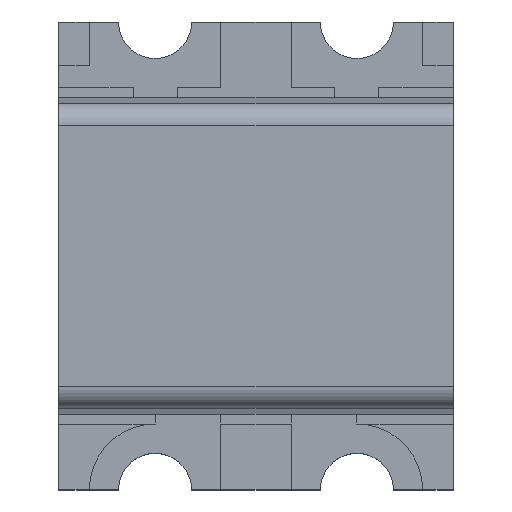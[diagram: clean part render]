
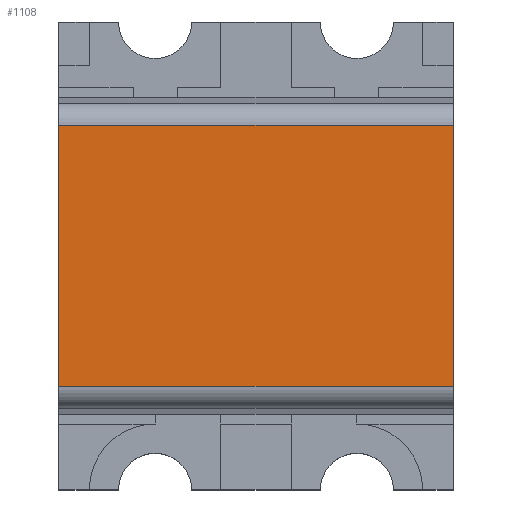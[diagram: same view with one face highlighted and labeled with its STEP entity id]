
A CAD part, top view. The second image highlights one B-rep face of the part: STEP entity #1108.
In plain terms, the highlighted planar face has unit normal (0, 0, 1).
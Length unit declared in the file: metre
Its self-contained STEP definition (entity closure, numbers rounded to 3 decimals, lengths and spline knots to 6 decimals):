
#100=ORIENTED_EDGE('',*,*,#401,.T.);
#101=ORIENTED_EDGE('',*,*,#406,.T.);
#102=ORIENTED_EDGE('',*,*,#390,.F.);
#103=ORIENTED_EDGE('',*,*,#407,.T.);
#390=EDGE_CURVE('',#545,#546,#658,.T.);
#401=EDGE_CURVE('',#556,#555,#666,.T.);
#406=EDGE_CURVE('',#555,#546,#670,.F.);
#407=EDGE_CURVE('',#545,#556,#671,.F.);
#545=VERTEX_POINT('',#1769);
#546=VERTEX_POINT('',#1770);
#555=VERTEX_POINT('',#1791);
#556=VERTEX_POINT('',#1793);
#658=LINE('',#1768,#791);
#666=LINE('',#1792,#799);
#670=LINE('',#1800,#803);
#671=LINE('',#1801,#804);
#791=VECTOR('',#1473,1.);
#799=VECTOR('',#1491,1.);
#803=VECTOR('',#1501,1.);
#804=VECTOR('',#1502,1.);
#928=EDGE_LOOP('',(#100,#101,#102,#103));
#994=FACE_BOUND('',#928,.T.);
#1060=PLANE('',#1396);
#1108=ADVANCED_FACE('',(#994),#1060,.T.);
#1396=AXIS2_PLACEMENT_3D('',#1799,#1499,#1500);
#1473=DIRECTION('',(0.,-1.,0.));
#1491=DIRECTION('',(0.,-1.,0.));
#1499=DIRECTION('',(0.,0.,1.));
#1500=DIRECTION('',(1.,0.,0.));
#1501=DIRECTION('',(-1.,0.,0.));
#1502=DIRECTION('',(1.,0.,0.));
#1768=CARTESIAN_POINT('',(0.00135,0.,0.001101));
#1769=CARTESIAN_POINT('',(0.00135,0.000893,0.001101));
#1770=CARTESIAN_POINT('',(0.00135,-0.000893,0.001101));
#1791=CARTESIAN_POINT('',(-0.00135,-0.000893,0.001101));
#1792=CARTESIAN_POINT('',(-0.00135,0.,0.001101));
#1793=CARTESIAN_POINT('',(-0.00135,0.000893,0.001101));
#1799=CARTESIAN_POINT('',(0.,0.,0.001101));
#1800=CARTESIAN_POINT('',(0.,-0.000893,0.001101));
#1801=CARTESIAN_POINT('',(-0.00135,0.000893,0.001101));
